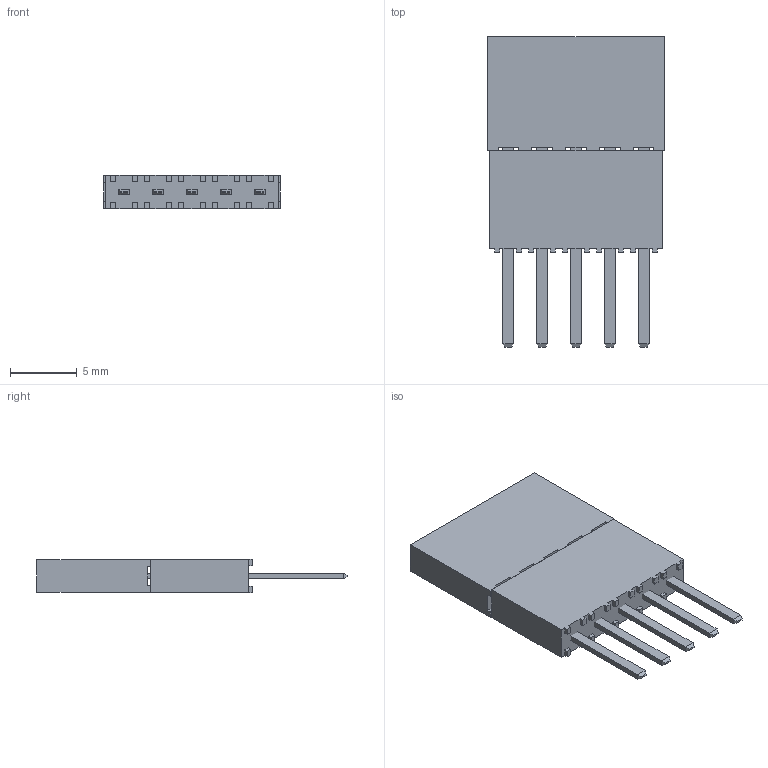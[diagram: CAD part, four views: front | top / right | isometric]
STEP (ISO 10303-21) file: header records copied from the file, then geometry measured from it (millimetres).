
FILE_DESCRIPTION(/* description */ ('STEP AP214'),/* implementation_level */ '2;1');
FILE_NAME(/* name */ 'ESW-105-59-S-S',/* time_stamp */ '2024-09-10T05:00:28+02:00',/* author */ ('License CC BY-ND 4.0'),/* organization */ ('CADENAS'),/* preprocessor_version */ 'ST-DEVELOPER v19.3',/* originating_system */ 'PARTsolutions',/* authorisation */ ' ');
FILE_SCHEMA (('AUTOMOTIVE_DESIGN {1 0 10303 214 3 1 1}'));
Length unit declared in the file: inch
Products named in the file (5): ESW-105-59-S-S; ESW-105-59-S-S_socket; ESW-105-59-S-S_pins; ESW-105-59-S-S2_PINS; ESW-105-59-S-S_bsocket
Assembly tree (4 placements, depth 2):
  ESW-105-59-S-S
    ESW-105-59-S-S_socket
    ESW-105-59-S-S_pins
    ESW-105-59-S-S2_PINS
    ESW-105-59-S-S_bsocket
Bounding box: 13.21 x 23.24 x 2.54 mm (x, y, z)
Volume: 516.7 mm3; surface area: 1079.9 mm2
Topology: 4 solids, 4 shells, 273 faces, 730 edges, 480 vertices
Faces by surface type: plane 268, cylinder 5
Entity records: 8445 total; most frequent: CARTESIAN_POINT 1488, ORIENTED_EDGE 1460, DIRECTION 1296, EDGE_CURVE 730, LINE 720, VECTOR 720, VERTEX_POINT 480, EDGE_LOOP 288
